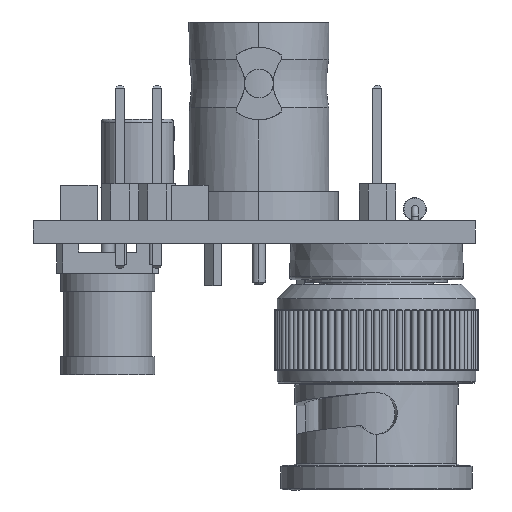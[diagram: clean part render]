
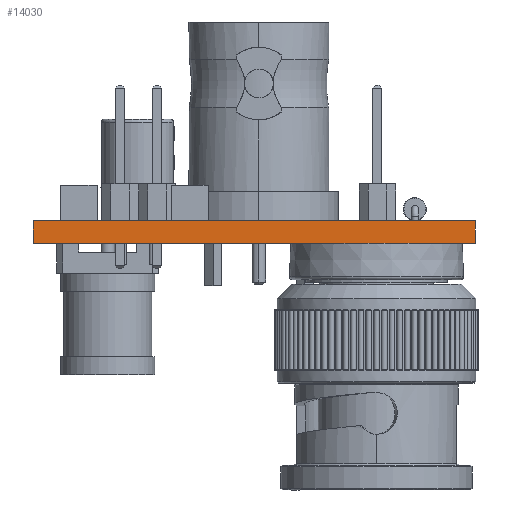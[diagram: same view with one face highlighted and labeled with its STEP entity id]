
A CAD part, front view. The second image highlights one B-rep face of the part: STEP entity #14030.
In plain terms, the highlighted planar face has unit normal (0, -1, 0).
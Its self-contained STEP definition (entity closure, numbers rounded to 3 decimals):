
#1417=PLANE('',#15833);
#1833=FACE_OUTER_BOUND('',#2639,.T.);
#2639=EDGE_LOOP('',(#9846,#9847,#9848,#9849));
#3630=LINE('',#22221,#4450);
#3631=LINE('',#22223,#4451);
#3632=LINE('',#22225,#4452);
#3633=LINE('',#22226,#4453);
#4450=VECTOR('',#17777,10.);
#4451=VECTOR('',#17778,10.);
#4452=VECTOR('',#17779,10.);
#4453=VECTOR('',#17780,10.);
#6146=VERTEX_POINT('',#22219);
#6147=VERTEX_POINT('',#22220);
#6148=VERTEX_POINT('',#22222);
#6149=VERTEX_POINT('',#22224);
#7696=EDGE_CURVE('',#6146,#6147,#3630,.T.);
#7697=EDGE_CURVE('',#6147,#6148,#3631,.T.);
#7698=EDGE_CURVE('',#6149,#6148,#3632,.T.);
#7699=EDGE_CURVE('',#6146,#6149,#3633,.T.);
#9846=ORIENTED_EDGE('',*,*,#7696,.T.);
#9847=ORIENTED_EDGE('',*,*,#7697,.T.);
#9848=ORIENTED_EDGE('',*,*,#7698,.F.);
#9849=ORIENTED_EDGE('',*,*,#7699,.F.);
#14030=ADVANCED_FACE('',(#1833),#1417,.T.);
#15833=AXIS2_PLACEMENT_3D('',#22218,#17775,#17776);
#17775=DIRECTION('center_axis',(0.,-1.,0.));
#17776=DIRECTION('ref_axis',(1.,0.,0.));
#17777=DIRECTION('',(1.,0.,0.));
#17778=DIRECTION('',(0.,0.,1.));
#17779=DIRECTION('',(1.,0.,0.));
#17780=DIRECTION('',(0.,0.,1.));
#22218=CARTESIAN_POINT('Origin',(0.,0.,0.));
#22219=CARTESIAN_POINT('',(0.,0.,0.));
#22220=CARTESIAN_POINT('',(30.48,0.,0.));
#22221=CARTESIAN_POINT('',(0.,0.,0.));
#22222=CARTESIAN_POINT('',(30.48,0.,1.57));
#22223=CARTESIAN_POINT('',(30.48,0.,0.));
#22224=CARTESIAN_POINT('',(0.,0.,1.57));
#22225=CARTESIAN_POINT('',(0.,0.,1.57));
#22226=CARTESIAN_POINT('',(0.,0.,0.));
